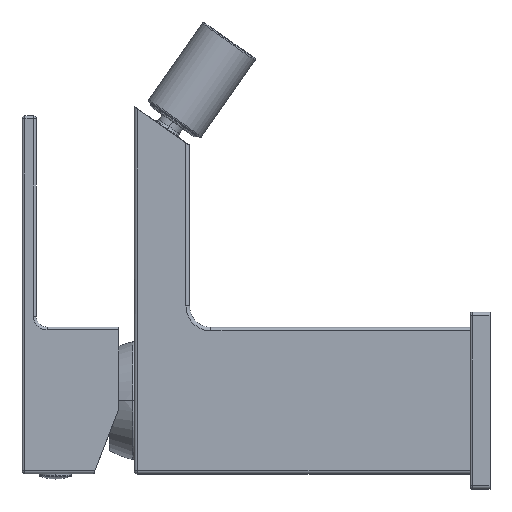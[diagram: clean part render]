
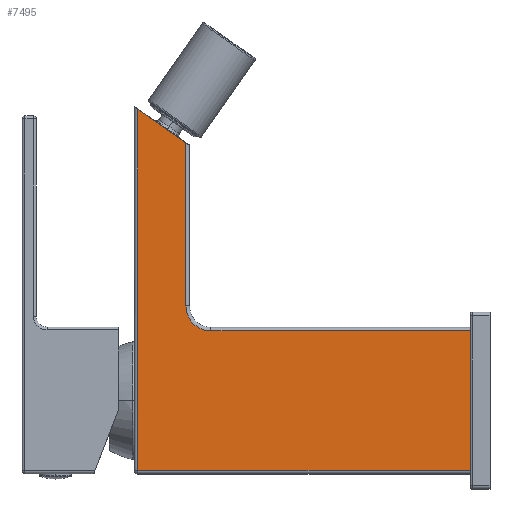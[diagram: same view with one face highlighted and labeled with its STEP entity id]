
A CAD part, left-side view. The second image highlights one B-rep face of the part: STEP entity #7495.
In plain terms, the highlighted planar face has unit normal (-1, 0, 0).
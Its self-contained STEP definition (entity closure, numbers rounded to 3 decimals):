
#2214=DIRECTION('',(0.,0.,1.));
#2215=VECTOR('',#2214,39.);
#2216=CARTESIAN_POINT('',(-18.,36.,-19.5));
#2217=LINE('',#2216,#2215);
#2218=DIRECTION('',(0.,-1.,0.));
#2219=VECTOR('',#2218,93.);
#2220=CARTESIAN_POINT('',(-18.,129.,-19.5));
#2221=LINE('',#2220,#2219);
#2222=DIRECTION('',(0.,0.,-1.));
#2223=VECTOR('',#2222,101.079);
#2224=CARTESIAN_POINT('',(-18.,129.,81.579));
#2225=LINE('',#2224,#2223);
#2226=DIRECTION('',(0.,-0.819,-0.574));
#2227=VECTOR('',#2226,16.48);
#2228=CARTESIAN_POINT('',(-18.,129.,81.579));
#2229=LINE('',#2228,#2227);
#2230=DIRECTION('',(0.,0.,1.));
#2231=VECTOR('',#2230,45.626);
#2232=CARTESIAN_POINT('',(-18.,115.5,26.5));
#2233=LINE('',#2232,#2231);
#2234=CARTESIAN_POINT('',(-18.,108.5,26.5));
#2235=DIRECTION('',(1.,0.,0.));
#2236=DIRECTION('',(0.,0.,-1.));
#2237=AXIS2_PLACEMENT_3D('',#2234,#2235,#2236);
#2239=DIRECTION('',(0.,1.,0.));
#2240=VECTOR('',#2239,72.5);
#2241=CARTESIAN_POINT('',(-18.,36.,19.5));
#2242=LINE('',#2241,#2240);
#3392=CARTESIAN_POINT('',(-18.,108.5,19.5));
#3393=CARTESIAN_POINT('',(-18.,115.5,26.5));
#3394=VERTEX_POINT('',#3392);
#3395=VERTEX_POINT('',#3393);
#3400=CARTESIAN_POINT('',(-18.,129.,-19.5));
#3402=VERTEX_POINT('',#3400);
#3856=CARTESIAN_POINT('',(-18.,129.,81.579));
#3857=CARTESIAN_POINT('',(-18.,115.5,72.126));
#3858=VERTEX_POINT('',#3856);
#3859=VERTEX_POINT('',#3857);
#3931=CARTESIAN_POINT('',(-18.,36.,-19.5));
#3932=CARTESIAN_POINT('',(-18.,36.,19.5));
#3933=VERTEX_POINT('',#3931);
#3934=VERTEX_POINT('',#3932);
#7475=CARTESIAN_POINT('',(-18.,0.,0.));
#7476=DIRECTION('',(1.,0.,0.));
#7477=DIRECTION('',(0.,0.,-1.));
#7478=AXIS2_PLACEMENT_3D('',#7475,#7476,#7477);
#7479=PLANE('',#7478);
#7480=ORIENTED_EDGE('',*,*,#7446,.F.);
#7482=ORIENTED_EDGE('',*,*,#7481,.F.);
#7484=ORIENTED_EDGE('',*,*,#7483,.F.);
#7486=ORIENTED_EDGE('',*,*,#7485,.T.);
#7488=ORIENTED_EDGE('',*,*,#7487,.F.);
#7490=ORIENTED_EDGE('',*,*,#7489,.F.);
#7492=ORIENTED_EDGE('',*,*,#7491,.F.);
#7493=EDGE_LOOP('',(#7480,#7482,#7484,#7486,#7488,#7490,#7492));
#7494=FACE_OUTER_BOUND('',#7493,.F.);
#7495=ADVANCED_FACE('',(#7494),#7479,.F.);
#2238=CIRCLE('',#2237,7.);
#7446=EDGE_CURVE('',#3933,#3934,#2217,.T.);
#7481=EDGE_CURVE('',#3402,#3933,#2221,.T.);
#7483=EDGE_CURVE('',#3858,#3402,#2225,.T.);
#7485=EDGE_CURVE('',#3858,#3859,#2229,.T.);
#7487=EDGE_CURVE('',#3395,#3859,#2233,.T.);
#7489=EDGE_CURVE('',#3394,#3395,#2238,.T.);
#7491=EDGE_CURVE('',#3934,#3394,#2242,.T.);
